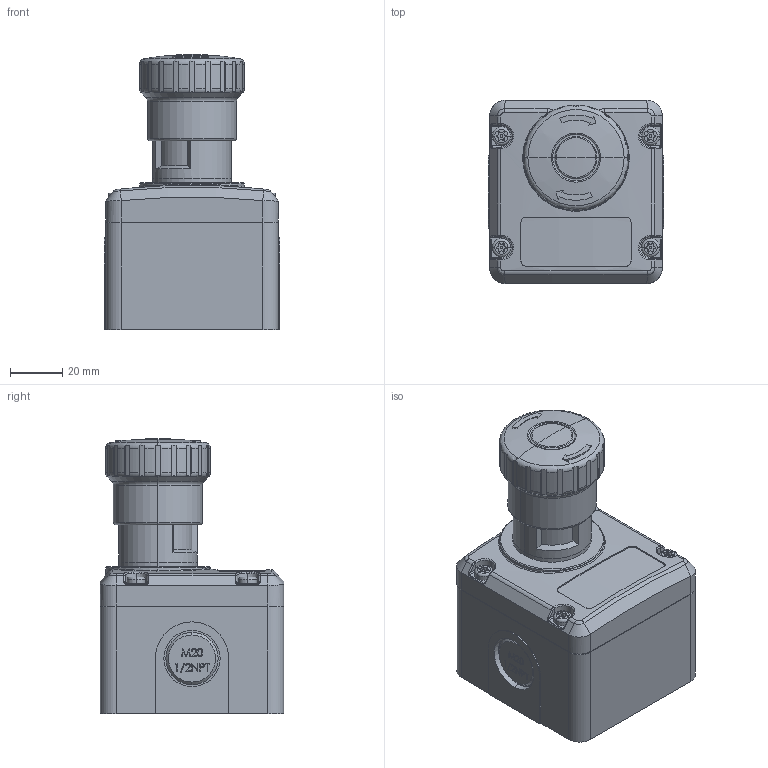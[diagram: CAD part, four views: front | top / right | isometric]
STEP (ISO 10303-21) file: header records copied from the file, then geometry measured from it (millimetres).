
FILE_DESCRIPTION (( 'STEP AP214' ), '1' );
FILE_NAME ('ES-P-230001.step', '2016-05-23T19:00:59', ( '' ), ( '' ), 'SwSTEP 2.0', 'SolidWorks 2016', '' );
FILE_SCHEMA (( 'AUTOMOTIVE_DESIGN' ));
Length unit declared in the file: millimetre
Products named in the file (1): ES-P-230001
Bounding box: 67 x 70 x 105 mm (x, y, z)
Volume: 284443.3 mm3; surface area: 48752.9 mm2
Topology: 11 solids, 11 shells, 990 faces, 2425 edges, 1498 vertices
Faces by surface type: plane 353, cylinder 286, bspline 240, torus 95, cone 12, sphere 4
Entity records: 39701 total; most frequent: CARTESIAN_POINT 16245, ORIENTED_EDGE 4846, DIRECTION 4178, EDGE_CURVE 2423, AXIS2_PLACEMENT_3D 1536, VERTEX_POINT 1498, VECTOR 1106, LINE 1106
